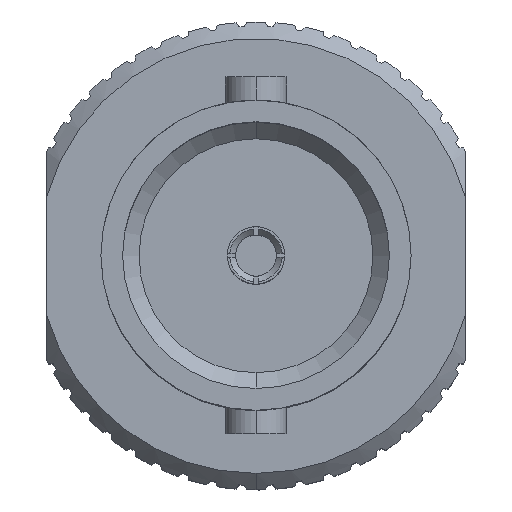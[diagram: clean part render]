
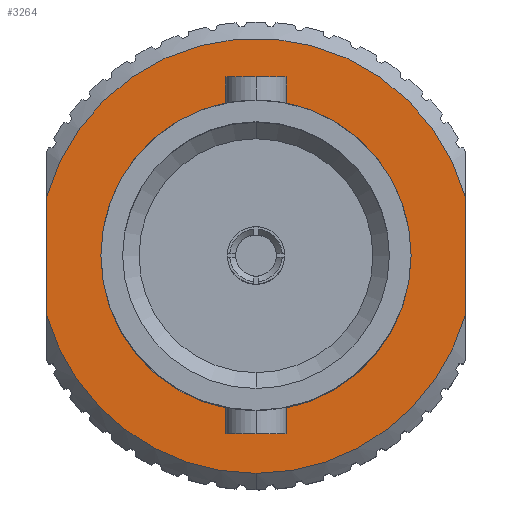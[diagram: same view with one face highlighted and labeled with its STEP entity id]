
A CAD part, top view. The second image highlights one B-rep face of the part: STEP entity #3264.
In plain terms, the highlighted face is planar.
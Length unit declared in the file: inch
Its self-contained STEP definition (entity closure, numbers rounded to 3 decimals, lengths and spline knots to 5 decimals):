
#677 = PLANE ( 'NONE',  #8223 ) ;
#777 = CIRCLE ( 'NONE', #10857, 0.189 ) ;
#888 = CARTESIAN_POINT ( 'NONE',  ( 0.65, 0., 0. ) ) ;
#1397 = ORIENTED_EDGE ( 'NONE', *, *, #10355, .T. ) ;
#1576 = EDGE_LOOP ( 'NONE', ( #7593, #1397 ) ) ;
#1635 = CARTESIAN_POINT ( 'NONE',  ( 0.65, 0., 0. ) ) ;
#1698 = DIRECTION ( 'NONE',  ( 0., 0., 1. ) ) ;
#1779 = EDGE_CURVE ( 'NONE', #11322, #1897, #4581, .T. ) ;
#1827 = EDGE_CURVE ( 'NONE', #8395, #10948, #5419, .T. ) ;
#1897 = VERTEX_POINT ( 'NONE', #3217 ) ;
#2052 = DIRECTION ( 'NONE',  ( 0., 0., -1. ) ) ;
#2805 = FACE_OUTER_BOUND ( 'NONE', #5460, .T. ) ;
#3011 = DIRECTION ( 'NONE',  ( -1., 0., 0. ) ) ;
#3125 = DIRECTION ( 'NONE',  ( 1., 0., 0. ) ) ;
#3217 = CARTESIAN_POINT ( 'NONE',  ( 0.65, 0., -0.189 ) ) ;
#3264 = ADVANCED_FACE ( 'NONE', ( #10012, #2805 ), #677, .F. ) ;
#4159 = DIRECTION ( 'NONE',  ( 0., 0., 1. ) ) ;
#4581 = CIRCLE ( 'NONE', #6125, 0.189 ) ;
#4696 = CARTESIAN_POINT ( 'NONE',  ( 0.65, 0.255, -0.07211 ) ) ;
#4751 = CIRCLE ( 'NONE', #7820, 0.265 ) ;
#4881 = CARTESIAN_POINT ( 'NONE',  ( 0.65, 0.255, 0. ) ) ;
#4891 = DIRECTION ( 'NONE',  ( 0., 0., 1. ) ) ;
#5093 = DIRECTION ( 'NONE',  ( -1., 0., 0. ) ) ;
#5381 = CARTESIAN_POINT ( 'NONE',  ( 0.65, -0.255, 0. ) ) ;
#5419 = LINE ( 'NONE', #8303, #9836 ) ;
#5460 = EDGE_LOOP ( 'NONE', ( #7070, #12240, #7671, #10450, #5558 ) ) ;
#5464 = CIRCLE ( 'NONE', #7003, 0.265 ) ;
#5558 = ORIENTED_EDGE ( 'NONE', *, *, #9863, .T. ) ;
#6125 = AXIS2_PLACEMENT_3D ( 'NONE', #888, #5093, #4891 ) ;
#6519 = VERTEX_POINT ( 'NONE', #10610 ) ;
#6596 = DIRECTION ( 'NONE',  ( 1., 0., 0. ) ) ;
#6952 = CARTESIAN_POINT ( 'NONE',  ( 0.65, -0.255, 0.07211 ) ) ;
#6955 = EDGE_CURVE ( 'NONE', #6519, #11046, #10322, .T. ) ;
#7003 = AXIS2_PLACEMENT_3D ( 'NONE', #9102, #12199, #11296 ) ;
#7070 = ORIENTED_EDGE ( 'NONE', *, *, #6955, .F. ) ;
#7315 = CARTESIAN_POINT ( 'NONE',  ( 0.65, 0., 0. ) ) ;
#7373 = CARTESIAN_POINT ( 'NONE',  ( 0.65, 0., 0. ) ) ;
#7593 = ORIENTED_EDGE ( 'NONE', *, *, #1779, .T. ) ;
#7671 = ORIENTED_EDGE ( 'NONE', *, *, #1827, .F. ) ;
#7820 = AXIS2_PLACEMENT_3D ( 'NONE', #7315, #3125, #4159 ) ;
#8209 = VERTEX_POINT ( 'NONE', #12402 ) ;
#8223 = AXIS2_PLACEMENT_3D ( 'NONE', #4881, #3011, #1698 ) ;
#8303 = CARTESIAN_POINT ( 'NONE',  ( 0.65, 0.255, 0. ) ) ;
#8395 = VERTEX_POINT ( 'NONE', #11156 ) ;
#8786 = EDGE_CURVE ( 'NONE', #8395, #8209, #10479, .T. ) ;
#9060 = DIRECTION ( 'NONE',  ( 0., 0., 1. ) ) ;
#9102 = CARTESIAN_POINT ( 'NONE',  ( 0.65, 0., 0. ) ) ;
#9431 = DIRECTION ( 'NONE',  ( 0., 0., 1. ) ) ;
#9836 = VECTOR ( 'NONE', #2052, 39.37008 ) ;
#9863 = EDGE_CURVE ( 'NONE', #8209, #11046, #4751, .T. ) ;
#10012 = FACE_BOUND ( 'NONE', #1576, .T. ) ;
#10322 = LINE ( 'NONE', #5381, #13141 ) ;
#10355 = EDGE_CURVE ( 'NONE', #1897, #11322, #777, .T. ) ;
#10450 = ORIENTED_EDGE ( 'NONE', *, *, #8786, .T. ) ;
#10479 = CIRCLE ( 'NONE', #13553, 0.265 ) ;
#10610 = CARTESIAN_POINT ( 'NONE',  ( 0.65, -0.255, -0.07211 ) ) ;
#10778 = DIRECTION ( 'NONE',  ( 0., 0., 1. ) ) ;
#10857 = AXIS2_PLACEMENT_3D ( 'NONE', #1635, #11044, #9060 ) ;
#10948 = VERTEX_POINT ( 'NONE', #4696 ) ;
#11044 = DIRECTION ( 'NONE',  ( -1., 0., 0. ) ) ;
#11046 = VERTEX_POINT ( 'NONE', #6952 ) ;
#11052 = CARTESIAN_POINT ( 'NONE',  ( 0.65, 0., 0.189 ) ) ;
#11156 = CARTESIAN_POINT ( 'NONE',  ( 0.65, 0.255, 0.07211 ) ) ;
#11296 = DIRECTION ( 'NONE',  ( 0., 0., 1. ) ) ;
#11322 = VERTEX_POINT ( 'NONE', #11052 ) ;
#12199 = DIRECTION ( 'NONE',  ( 1., 0., 0. ) ) ;
#12219 = EDGE_CURVE ( 'NONE', #6519, #10948, #5464, .T. ) ;
#12240 = ORIENTED_EDGE ( 'NONE', *, *, #12219, .T. ) ;
#12402 = CARTESIAN_POINT ( 'NONE',  ( 0.65, 0., 0.265 ) ) ;
#13141 = VECTOR ( 'NONE', #9431, 39.37008 ) ;
#13553 = AXIS2_PLACEMENT_3D ( 'NONE', #7373, #6596, #10778 ) ;
